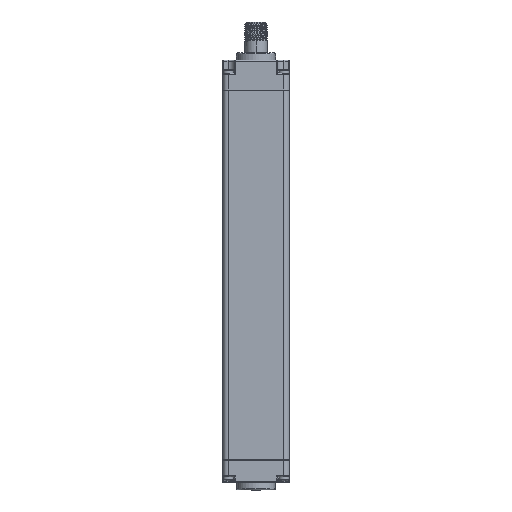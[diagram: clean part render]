
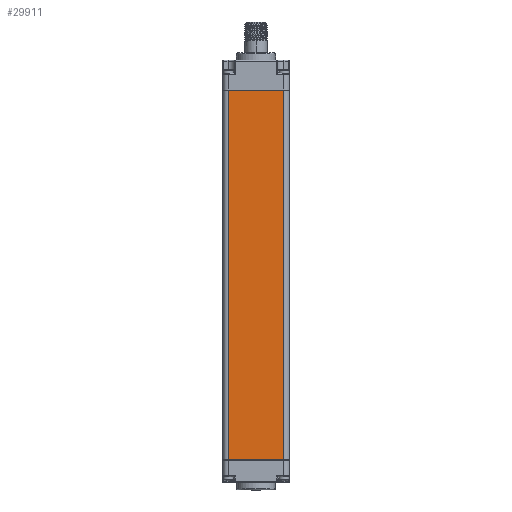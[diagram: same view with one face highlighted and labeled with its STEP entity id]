
A CAD part, front view. The second image highlights one B-rep face of the part: STEP entity #29911.
In plain terms, the highlighted planar face has unit normal (0, -1, 0).
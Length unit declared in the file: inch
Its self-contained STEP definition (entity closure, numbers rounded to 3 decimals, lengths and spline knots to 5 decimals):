
#6391=DIRECTION('',(1.,0.,0.));
#6392=VECTOR('',#6391,1.1811);
#6393=CARTESIAN_POINT('',(-0.59055,0.,-8.46654));
#6394=LINE('',#6393,#6392);
#6781=DIRECTION('',(1.,0.,0.));
#6782=VECTOR('',#6781,1.1811);
#6783=CARTESIAN_POINT('',(-0.59055,0.,-0.63189));
#6784=LINE('',#6783,#6782);
#7820=DIRECTION('',(0.,0.,1.));
#7821=VECTOR('',#7820,7.83465);
#7822=CARTESIAN_POINT('',(0.59055,0.,-8.46654));
#7823=LINE('',#7822,#7821);
#7824=DIRECTION('',(0.,0.,1.));
#7825=VECTOR('',#7824,7.83465);
#7826=CARTESIAN_POINT('',(-0.59055,0.,-8.46654));
#7827=LINE('',#7826,#7825);
#17972=CARTESIAN_POINT('',(-0.59055,0.,-8.46654));
#17973=CARTESIAN_POINT('',(0.59055,0.,-8.46654));
#17974=VERTEX_POINT('',#17972);
#17975=VERTEX_POINT('',#17973);
#17976=CARTESIAN_POINT('',(-0.59055,0.,-0.63189));
#17977=CARTESIAN_POINT('',(0.59055,0.,-0.63189));
#17978=VERTEX_POINT('',#17976);
#17979=VERTEX_POINT('',#17977);
#29899=CARTESIAN_POINT('',(-0.59055,0.,-8.46654));
#29900=DIRECTION('',(0.,-1.,0.));
#29901=DIRECTION('',(1.,0.,0.));
#29902=AXIS2_PLACEMENT_3D('',#29899,#29900,#29901);
#29903=PLANE('',#29902);
#29904=ORIENTED_EDGE('',*,*,#28550,.F.);
#29906=ORIENTED_EDGE('',*,*,#29905,.T.);
#29907=ORIENTED_EDGE('',*,*,#28798,.T.);
#29908=ORIENTED_EDGE('',*,*,#29892,.F.);
#29909=EDGE_LOOP('',(#29904,#29906,#29907,#29908));
#29910=FACE_OUTER_BOUND('',#29909,.F.);
#29911=ADVANCED_FACE('',(#29910),#29903,.T.);
#28550=EDGE_CURVE('',#17974,#17975,#6394,.T.);
#28798=EDGE_CURVE('',#17978,#17979,#6784,.T.);
#29892=EDGE_CURVE('',#17975,#17979,#7823,.T.);
#29905=EDGE_CURVE('',#17974,#17978,#7827,.T.);
